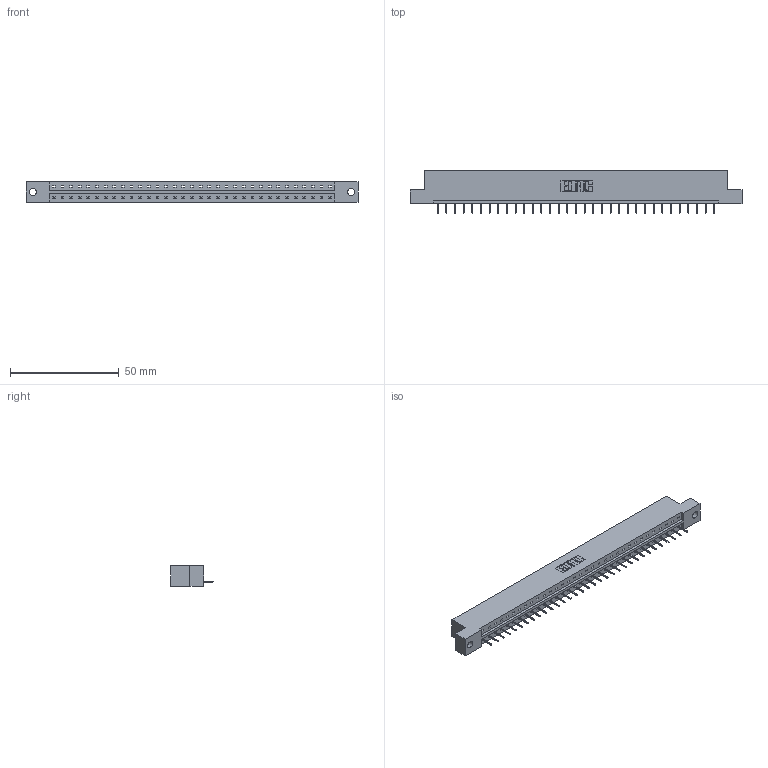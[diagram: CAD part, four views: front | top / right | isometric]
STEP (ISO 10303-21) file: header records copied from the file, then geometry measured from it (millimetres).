
FILE_DESCRIPTION (( 'STEP AP203' ), '1' );
FILE_NAME ('333-033-524-102.STEP', '2018-08-02T21:09:24', ( '' ), ( '' ), 'SwSTEP 2.0', 'SolidWorks 2016', '' );
FILE_SCHEMA (( 'CONFIG_CONTROL_DESIGN' ));
Length unit declared in the file: inch
Products named in the file (3): 333 Part_Flush - .128 Dia; 345-292-001_345-293-124; 333-033-524-102
Assembly tree (34 placements, depth 2):
  333-033-524-102
    333 Part_Flush - .128 Dia
    345-292-001_345-293-124  x33
Bounding box: 152.3 x 19.69 x 9.4 mm (x, y, z)
Volume: 15081.1 mm3; surface area: 15538.3 mm2
Topology: 34 solids, 34 shells, 2160 faces, 6251 edges, 4034 vertices
Faces by surface type: plane 1654, cylinder 506
Entity records: 21415 total; most frequent: CARTESIAN_POINT 3701, ORIENTED_EDGE 3670, DIRECTION 3141, EDGE_CURVE 1835, LINE 1711, VECTOR 1711, VERTEX_POINT 1218, AXIS2_PLACEMENT_3D 715
